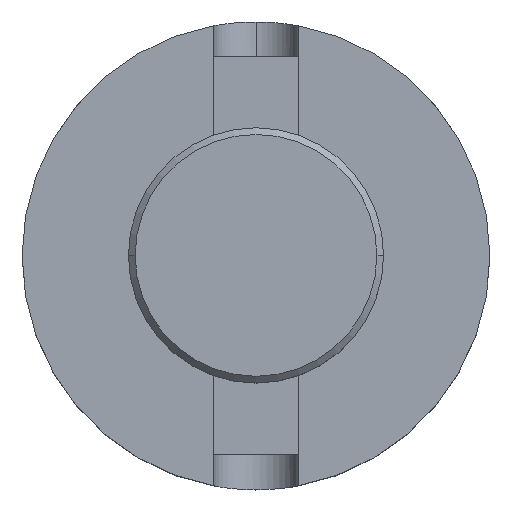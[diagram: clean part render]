
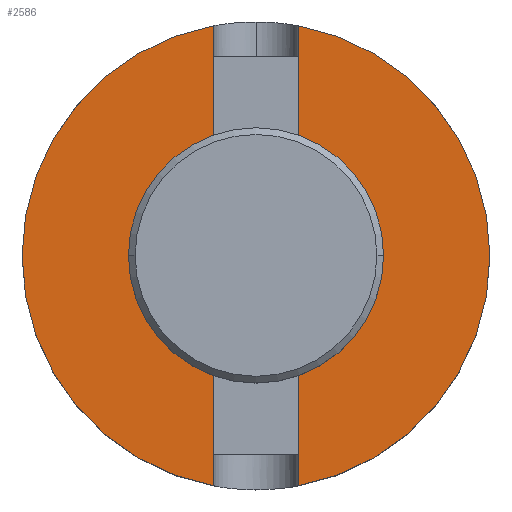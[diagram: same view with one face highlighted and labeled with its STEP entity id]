
A CAD part, top view. The second image highlights one B-rep face of the part: STEP entity #2586.
In plain terms, the highlighted planar face has unit normal (0, 0, 1).
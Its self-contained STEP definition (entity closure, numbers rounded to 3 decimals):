
#4 = CIRCLE ( 'NONE', #2298, 34.925 ) ;
#23 = EDGE_CURVE ( 'NONE', #2508, #1392, #2243, .T. ) ;
#53 = AXIS2_PLACEMENT_3D ( 'NONE', #1722, #486, #1928 ) ;
#82 = DIRECTION ( 'NONE',  ( 0., -1., 0. ) ) ;
#115 = ORIENTED_EDGE ( 'NONE', *, *, #492, .T. ) ;
#172 = CIRCLE ( 'NONE', #1204, 15.875 ) ;
#194 = CARTESIAN_POINT ( 'NONE',  ( 34.925, 0., 152.4 ) ) ;
#222 = VECTOR ( 'NONE', #82, 1000. ) ;
#240 = CARTESIAN_POINT ( 'NONE',  ( 6.35, -34.343, 152.4 ) ) ;
#242 = CIRCLE ( 'NONE', #53, 34.925 ) ;
#251 = EDGE_CURVE ( 'NONE', #2512, #970, #1859, .T. ) ;
#310 = DIRECTION ( 'NONE',  ( 0., 0., 1. ) ) ;
#364 = CARTESIAN_POINT ( 'NONE',  ( 6.35, 34.343, 152.4 ) ) ;
#452 = CARTESIAN_POINT ( 'NONE',  ( 6.35, 17., 152.4 ) ) ;
#470 = VECTOR ( 'NONE', #1386, 1000. ) ;
#481 = ORIENTED_EDGE ( 'NONE', *, *, #251, .T. ) ;
#486 = DIRECTION ( 'NONE',  ( 0., 0., 1. ) ) ;
#488 = VECTOR ( 'NONE', #709, 1000. ) ;
#492 = EDGE_CURVE ( 'NONE', #2265, #2581, #1862, .T. ) ;
#548 = DIRECTION ( 'NONE',  ( 0., 0., 1. ) ) ;
#552 = PLANE ( 'NONE',  #2165 ) ;
#565 = CARTESIAN_POINT ( 'NONE',  ( 0., 0., 152.4 ) ) ;
#578 = EDGE_CURVE ( 'NONE', #1392, #1083, #2147, .T. ) ;
#579 = CARTESIAN_POINT ( 'NONE',  ( -6.35, -34.343, 152.4 ) ) ;
#627 = DIRECTION ( 'NONE',  ( 0., 0., 1. ) ) ;
#668 = DIRECTION ( 'NONE',  ( 1., 0., 0. ) ) ;
#686 = VECTOR ( 'NONE', #1175, 1000. ) ;
#694 = CARTESIAN_POINT ( 'NONE',  ( 6.35, 34.925, 152.4 ) ) ;
#701 = VECTOR ( 'NONE', #1398, 1000. ) ;
#709 = DIRECTION ( 'NONE',  ( 0., 1., 0. ) ) ;
#711 = EDGE_LOOP ( 'NONE', ( #1654, #1016 ) ) ;
#770 = DIRECTION ( 'NONE',  ( 0., 0., -1. ) ) ;
#782 = DIRECTION ( 'NONE',  ( 1., 0., 0. ) ) ;
#834 = CARTESIAN_POINT ( 'NONE',  ( 0., 0., 152.4 ) ) ;
#970 = VERTEX_POINT ( 'NONE', #2126 ) ;
#977 = LINE ( 'NONE', #452, #2002 ) ;
#979 = AXIS2_PLACEMENT_3D ( 'NONE', #1760, #310, #1555 ) ;
#990 = CARTESIAN_POINT ( 'NONE',  ( -6.35, 17., 152.4 ) ) ;
#1016 = ORIENTED_EDGE ( 'NONE', *, *, #1657, .F. ) ;
#1036 = DIRECTION ( 'NONE',  ( 1., 0., 0. ) ) ;
#1083 = VERTEX_POINT ( 'NONE', #579 ) ;
#1090 = AXIS2_PLACEMENT_3D ( 'NONE', #1795, #548, #1989 ) ;
#1094 = VERTEX_POINT ( 'NONE', #2435 ) ;
#1099 = LINE ( 'NONE', #1940, #488 ) ;
#1133 = ORIENTED_EDGE ( 'NONE', *, *, #23, .T. ) ;
#1175 = DIRECTION ( 'NONE',  ( 0., 1., 0. ) ) ;
#1204 = AXIS2_PLACEMENT_3D ( 'NONE', #834, #2269, #1036 ) ;
#1205 = EDGE_CURVE ( 'NONE', #1094, #1591, #172, .T. ) ;
#1235 = AXIS2_PLACEMENT_3D ( 'NONE', #2287, #627, #1670 ) ;
#1239 = LINE ( 'NONE', #2389, #686 ) ;
#1265 = ORIENTED_EDGE ( 'NONE', *, *, #1411, .T. ) ;
#1357 = EDGE_CURVE ( 'NONE', #2636, #970, #977, .T. ) ;
#1385 = CARTESIAN_POINT ( 'NONE',  ( 6.35, -17., 152.4 ) ) ;
#1386 = DIRECTION ( 'NONE',  ( 0., -1., 0. ) ) ;
#1391 = ORIENTED_EDGE ( 'NONE', *, *, #2602, .T. ) ;
#1392 = VERTEX_POINT ( 'NONE', #1510 ) ;
#1398 = DIRECTION ( 'NONE',  ( 1., 0., 0. ) ) ;
#1411 = EDGE_CURVE ( 'NONE', #2286, #1815, #242, .T. ) ;
#1490 = ORIENTED_EDGE ( 'NONE', *, *, #1357, .F. ) ;
#1503 = ORIENTED_EDGE ( 'NONE', *, *, #1682, .T. ) ;
#1510 = CARTESIAN_POINT ( 'NONE',  ( -34.925, 0., 152.4 ) ) ;
#1555 = DIRECTION ( 'NONE',  ( 1., 0., 0. ) ) ;
#1571 = CARTESIAN_POINT ( 'NONE',  ( 6.35, -17., 152.4 ) ) ;
#1579 = LINE ( 'NONE', #2600, #470 ) ;
#1591 = VERTEX_POINT ( 'NONE', #1755 ) ;
#1640 = FACE_BOUND ( 'NONE', #711, .T. ) ;
#1654 = ORIENTED_EDGE ( 'NONE', *, *, #1205, .F. ) ;
#1657 = EDGE_CURVE ( 'NONE', #1591, #1094, #1785, .T. ) ;
#1670 = DIRECTION ( 'NONE',  ( 1., 0., 0. ) ) ;
#1682 = EDGE_CURVE ( 'NONE', #1083, #2265, #1239, .T. ) ;
#1722 = CARTESIAN_POINT ( 'NONE',  ( 0., 0., 152.4 ) ) ;
#1755 = CARTESIAN_POINT ( 'NONE',  ( -15.875, 0., 152.4 ) ) ;
#1760 = CARTESIAN_POINT ( 'NONE',  ( 0., 0., 152.4 ) ) ;
#1785 = CIRCLE ( 'NONE', #1090, 15.875 ) ;
#1791 = ORIENTED_EDGE ( 'NONE', *, *, #2014, .F. ) ;
#1795 = CARTESIAN_POINT ( 'NONE',  ( 0., 0., 152.4 ) ) ;
#1802 = CARTESIAN_POINT ( 'NONE',  ( 0., 34.925, 152.4 ) ) ;
#1815 = VERTEX_POINT ( 'NONE', #194 ) ;
#1859 = LINE ( 'NONE', #694, #222 ) ;
#1862 = LINE ( 'NONE', #1385, #701 ) ;
#1869 = ORIENTED_EDGE ( 'NONE', *, *, #578, .T. ) ;
#1874 = CARTESIAN_POINT ( 'NONE',  ( -6.35, -17., 152.4 ) ) ;
#1928 = DIRECTION ( 'NONE',  ( 1., 0., 0. ) ) ;
#1940 = CARTESIAN_POINT ( 'NONE',  ( 6.35, -34.925, 152.4 ) ) ;
#1952 = CARTESIAN_POINT ( 'NONE',  ( -6.35, 34.343, 152.4 ) ) ;
#1989 = DIRECTION ( 'NONE',  ( 1., 0., 0. ) ) ;
#2002 = VECTOR ( 'NONE', #668, 1000. ) ;
#2006 = DIRECTION ( 'NONE',  ( 0., 0., 1. ) ) ;
#2014 = EDGE_CURVE ( 'NONE', #2286, #2581, #1099, .T. ) ;
#2126 = CARTESIAN_POINT ( 'NONE',  ( 6.35, 17., 152.4 ) ) ;
#2131 = EDGE_LOOP ( 'NONE', ( #115, #1791, #1265, #1391, #481, #1490, #2189, #1133, #1869, #1503 ) ) ;
#2147 = CIRCLE ( 'NONE', #1235, 34.925 ) ;
#2148 = EDGE_CURVE ( 'NONE', #2508, #2636, #1579, .T. ) ;
#2165 = AXIS2_PLACEMENT_3D ( 'NONE', #1802, #770, #2207 ) ;
#2186 = FACE_OUTER_BOUND ( 'NONE', #2131, .T. ) ;
#2189 = ORIENTED_EDGE ( 'NONE', *, *, #2148, .F. ) ;
#2207 = DIRECTION ( 'NONE',  ( -1., 0., 0. ) ) ;
#2243 = CIRCLE ( 'NONE', #979, 34.925 ) ;
#2265 = VERTEX_POINT ( 'NONE', #1874 ) ;
#2269 = DIRECTION ( 'NONE',  ( 0., 0., 1. ) ) ;
#2286 = VERTEX_POINT ( 'NONE', #240 ) ;
#2287 = CARTESIAN_POINT ( 'NONE',  ( 0., 0., 152.4 ) ) ;
#2298 = AXIS2_PLACEMENT_3D ( 'NONE', #565, #2006, #782 ) ;
#2389 = CARTESIAN_POINT ( 'NONE',  ( -6.35, -34.925, 152.4 ) ) ;
#2435 = CARTESIAN_POINT ( 'NONE',  ( 15.875, 0., 152.4 ) ) ;
#2508 = VERTEX_POINT ( 'NONE', #1952 ) ;
#2512 = VERTEX_POINT ( 'NONE', #364 ) ;
#2581 = VERTEX_POINT ( 'NONE', #1571 ) ;
#2586 = ADVANCED_FACE ( 'NONE', ( #1640, #2186 ), #552, .F. ) ;
#2600 = CARTESIAN_POINT ( 'NONE',  ( -6.35, 34.925, 152.4 ) ) ;
#2602 = EDGE_CURVE ( 'NONE', #1815, #2512, #4, .T. ) ;
#2636 = VERTEX_POINT ( 'NONE', #990 ) ;
